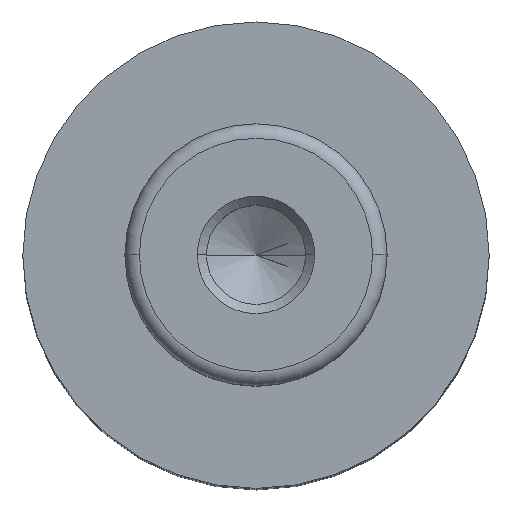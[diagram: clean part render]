
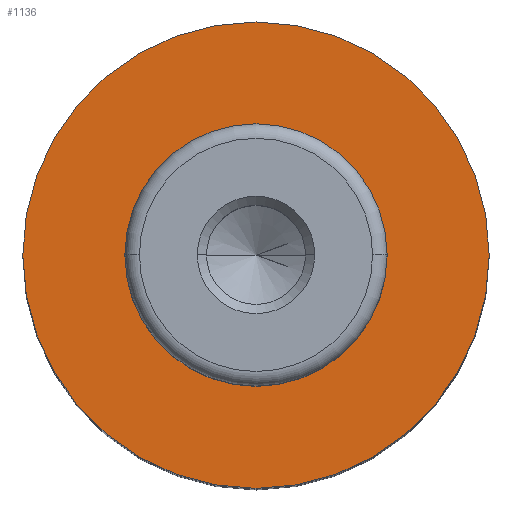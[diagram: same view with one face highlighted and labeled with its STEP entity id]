
A CAD part, top view. The second image highlights one B-rep face of the part: STEP entity #1136.
In plain terms, the highlighted planar face has unit normal (0, 0, 1).
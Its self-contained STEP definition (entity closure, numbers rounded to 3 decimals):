
#24 = FACE_BOUND ( 'NONE', #891, .T. ) ;
#43 = CIRCLE ( 'NONE', #923, 9. ) ;
#60 = PLANE ( 'NONE',  #297 ) ;
#63 = AXIS2_PLACEMENT_3D ( 'NONE', #308, #918, #1129 ) ;
#86 = CIRCLE ( 'NONE', #988, 16. ) ;
#92 = AXIS2_PLACEMENT_3D ( 'NONE', #357, #1048, #462 ) ;
#113 = CARTESIAN_POINT ( 'NONE',  ( 9., 0., 63. ) ) ;
#114 = CIRCLE ( 'NONE', #63, 9. ) ;
#159 = DIRECTION ( 'NONE',  ( 0., 0., -1. ) ) ;
#206 = EDGE_LOOP ( 'NONE', ( #265, #865 ) ) ;
#265 = ORIENTED_EDGE ( 'NONE', *, *, #816, .F. ) ;
#290 = ORIENTED_EDGE ( 'NONE', *, *, #706, .T. ) ;
#297 = AXIS2_PLACEMENT_3D ( 'NONE', #486, #299, #675 ) ;
#299 = DIRECTION ( 'NONE',  ( 0., 0., 1. ) ) ;
#308 = CARTESIAN_POINT ( 'NONE',  ( 0., 0., 63. ) ) ;
#357 = CARTESIAN_POINT ( 'NONE',  ( 0., 0., 63. ) ) ;
#394 = CARTESIAN_POINT ( 'NONE',  ( -16., 0., 63. ) ) ;
#423 = DIRECTION ( 'NONE',  ( 0., 0., -1. ) ) ;
#462 = DIRECTION ( 'NONE',  ( -1., 0., 0. ) ) ;
#486 = CARTESIAN_POINT ( 'NONE',  ( -9., 0., 63. ) ) ;
#545 = FACE_OUTER_BOUND ( 'NONE', #206, .T. ) ;
#589 = EDGE_CURVE ( 'NONE', #863, #635, #114, .T. ) ;
#635 = VERTEX_POINT ( 'NONE', #1096 ) ;
#647 = CARTESIAN_POINT ( 'NONE',  ( 16., 0., 63. ) ) ;
#675 = DIRECTION ( 'NONE',  ( 1., 0., 0. ) ) ;
#701 = CARTESIAN_POINT ( 'NONE',  ( 0., 0., 63. ) ) ;
#706 = EDGE_CURVE ( 'NONE', #635, #863, #43, .T. ) ;
#713 = EDGE_CURVE ( 'NONE', #950, #1154, #86, .T. ) ;
#792 = DIRECTION ( 'NONE',  ( -1., 0., 0. ) ) ;
#816 = EDGE_CURVE ( 'NONE', #1154, #950, #1026, .T. ) ;
#861 = ORIENTED_EDGE ( 'NONE', *, *, #589, .T. ) ;
#863 = VERTEX_POINT ( 'NONE', #113 ) ;
#865 = ORIENTED_EDGE ( 'NONE', *, *, #713, .F. ) ;
#891 = EDGE_LOOP ( 'NONE', ( #290, #861 ) ) ;
#918 = DIRECTION ( 'NONE',  ( 0., 0., -1. ) ) ;
#923 = AXIS2_PLACEMENT_3D ( 'NONE', #701, #159, #792 ) ;
#950 = VERTEX_POINT ( 'NONE', #647 ) ;
#988 = AXIS2_PLACEMENT_3D ( 'NONE', #1005, #423, #1116 ) ;
#1005 = CARTESIAN_POINT ( 'NONE',  ( 0., 0., 63. ) ) ;
#1026 = CIRCLE ( 'NONE', #92, 16. ) ;
#1048 = DIRECTION ( 'NONE',  ( 0., 0., -1. ) ) ;
#1096 = CARTESIAN_POINT ( 'NONE',  ( -9., 0., 63. ) ) ;
#1116 = DIRECTION ( 'NONE',  ( -1., 0., 0. ) ) ;
#1129 = DIRECTION ( 'NONE',  ( -1., 0., 0. ) ) ;
#1136 = ADVANCED_FACE ( 'NONE', ( #24, #545 ), #60, .T. ) ;
#1154 = VERTEX_POINT ( 'NONE', #394 ) ;
